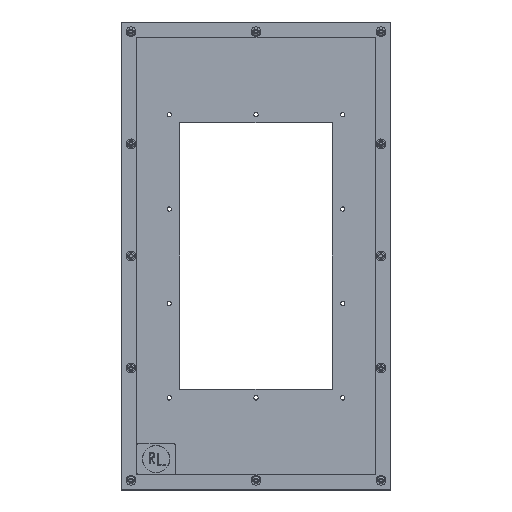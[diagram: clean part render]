
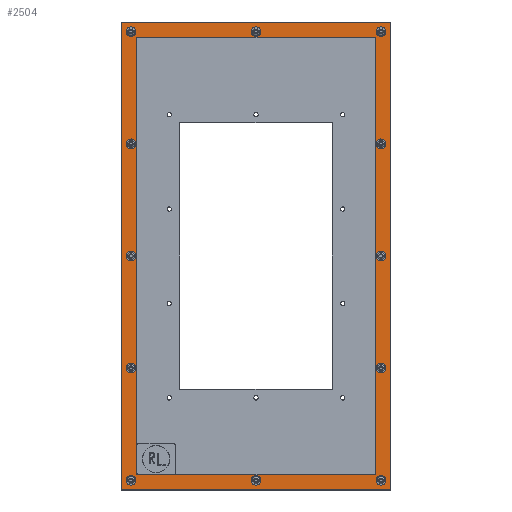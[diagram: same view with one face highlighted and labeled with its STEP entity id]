
A CAD part, top view. The second image highlights one B-rep face of the part: STEP entity #2504.
In plain terms, the highlighted planar face has unit normal (0, 0, 1).
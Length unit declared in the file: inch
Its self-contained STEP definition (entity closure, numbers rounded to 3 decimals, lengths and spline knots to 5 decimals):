
#229=FACE_BOUND('',#741,.T.);
#230=FACE_BOUND('',#742,.T.);
#231=FACE_BOUND('',#743,.T.);
#232=FACE_BOUND('',#744,.T.);
#233=FACE_BOUND('',#745,.T.);
#234=FACE_BOUND('',#746,.T.);
#235=FACE_BOUND('',#747,.T.);
#236=FACE_BOUND('',#748,.T.);
#237=FACE_BOUND('',#749,.T.);
#238=FACE_BOUND('',#750,.T.);
#239=FACE_BOUND('',#751,.T.);
#240=FACE_BOUND('',#752,.T.);
#241=FACE_BOUND('',#753,.T.);
#332=CIRCLE('',#2682,0.10938);
#334=CIRCLE('',#2685,0.10938);
#336=CIRCLE('',#2688,0.10938);
#338=CIRCLE('',#2691,0.10938);
#340=CIRCLE('',#2694,0.10938);
#342=CIRCLE('',#2697,0.10938);
#344=CIRCLE('',#2700,0.10938);
#346=CIRCLE('',#2703,0.10938);
#348=CIRCLE('',#2706,0.10938);
#350=CIRCLE('',#2709,0.10938);
#352=CIRCLE('',#2712,0.10938);
#354=CIRCLE('',#2715,0.10938);
#517=FACE_OUTER_BOUND('',#740,.T.);
#740=EDGE_LOOP('',(#1880,#1881,#1882,#1883));
#741=EDGE_LOOP('',(#1884));
#742=EDGE_LOOP('',(#1885));
#743=EDGE_LOOP('',(#1886));
#744=EDGE_LOOP('',(#1887));
#745=EDGE_LOOP('',(#1888));
#746=EDGE_LOOP('',(#1889));
#747=EDGE_LOOP('',(#1890));
#748=EDGE_LOOP('',(#1891));
#749=EDGE_LOOP('',(#1892));
#750=EDGE_LOOP('',(#1893));
#751=EDGE_LOOP('',(#1894));
#752=EDGE_LOOP('',(#1895));
#753=EDGE_LOOP('',(#1896,#1897,#1898,#1899));
#913=LINE('',#3853,#1054);
#917=LINE('',#3861,#1058);
#920=LINE('',#3867,#1061);
#923=LINE('',#3872,#1064);
#925=LINE('',#3877,#1066);
#929=LINE('',#3885,#1070);
#932=LINE('',#3891,#1073);
#935=LINE('',#3896,#1076);
#1054=VECTOR('',#3151,28.25);
#1058=VECTOR('',#3157,15.40625);
#1061=VECTOR('',#3162,28.25);
#1064=VECTOR('',#3167,15.40625);
#1066=VECTOR('',#3171,30.25);
#1070=VECTOR('',#3177,17.40625);
#1073=VECTOR('',#3182,30.25);
#1076=VECTOR('',#3187,17.40625);
#1232=VERTEX_POINT('',#3793);
#1234=VERTEX_POINT('',#3798);
#1236=VERTEX_POINT('',#3803);
#1238=VERTEX_POINT('',#3808);
#1240=VERTEX_POINT('',#3813);
#1242=VERTEX_POINT('',#3818);
#1244=VERTEX_POINT('',#3823);
#1246=VERTEX_POINT('',#3828);
#1248=VERTEX_POINT('',#3833);
#1250=VERTEX_POINT('',#3838);
#1252=VERTEX_POINT('',#3843);
#1254=VERTEX_POINT('',#3848);
#1255=VERTEX_POINT('',#3851);
#1256=VERTEX_POINT('',#3852);
#1259=VERTEX_POINT('',#3860);
#1261=VERTEX_POINT('',#3866);
#1263=VERTEX_POINT('',#3875);
#1264=VERTEX_POINT('',#3876);
#1267=VERTEX_POINT('',#3884);
#1269=VERTEX_POINT('',#3890);
#1464=EDGE_CURVE('',#1232,#1232,#332,.T.);
#1466=EDGE_CURVE('',#1234,#1234,#334,.T.);
#1468=EDGE_CURVE('',#1236,#1236,#336,.T.);
#1470=EDGE_CURVE('',#1238,#1238,#338,.T.);
#1472=EDGE_CURVE('',#1240,#1240,#340,.T.);
#1474=EDGE_CURVE('',#1242,#1242,#342,.T.);
#1476=EDGE_CURVE('',#1244,#1244,#344,.T.);
#1478=EDGE_CURVE('',#1246,#1246,#346,.T.);
#1480=EDGE_CURVE('',#1248,#1248,#348,.T.);
#1482=EDGE_CURVE('',#1250,#1250,#350,.T.);
#1484=EDGE_CURVE('',#1252,#1252,#352,.T.);
#1486=EDGE_CURVE('',#1254,#1254,#354,.T.);
#1487=EDGE_CURVE('',#1255,#1256,#913,.T.);
#1491=EDGE_CURVE('',#1256,#1259,#917,.T.);
#1494=EDGE_CURVE('',#1259,#1261,#920,.T.);
#1497=EDGE_CURVE('',#1261,#1255,#923,.T.);
#1499=EDGE_CURVE('',#1263,#1264,#925,.T.);
#1503=EDGE_CURVE('',#1264,#1267,#929,.T.);
#1506=EDGE_CURVE('',#1267,#1269,#932,.T.);
#1509=EDGE_CURVE('',#1269,#1263,#935,.T.);
#1880=ORIENTED_EDGE('',*,*,#1499,.F.);
#1881=ORIENTED_EDGE('',*,*,#1509,.F.);
#1882=ORIENTED_EDGE('',*,*,#1506,.F.);
#1883=ORIENTED_EDGE('',*,*,#1503,.F.);
#1884=ORIENTED_EDGE('',*,*,#1464,.T.);
#1885=ORIENTED_EDGE('',*,*,#1466,.T.);
#1886=ORIENTED_EDGE('',*,*,#1468,.T.);
#1887=ORIENTED_EDGE('',*,*,#1470,.T.);
#1888=ORIENTED_EDGE('',*,*,#1472,.T.);
#1889=ORIENTED_EDGE('',*,*,#1474,.T.);
#1890=ORIENTED_EDGE('',*,*,#1476,.T.);
#1891=ORIENTED_EDGE('',*,*,#1478,.T.);
#1892=ORIENTED_EDGE('',*,*,#1480,.T.);
#1893=ORIENTED_EDGE('',*,*,#1482,.T.);
#1894=ORIENTED_EDGE('',*,*,#1484,.T.);
#1895=ORIENTED_EDGE('',*,*,#1486,.T.);
#1896=ORIENTED_EDGE('',*,*,#1487,.T.);
#1897=ORIENTED_EDGE('',*,*,#1491,.T.);
#1898=ORIENTED_EDGE('',*,*,#1494,.T.);
#1899=ORIENTED_EDGE('',*,*,#1497,.T.);
#2292=PLANE('',#2724);
#2504=ADVANCED_FACE('',(#517,#229,#230,#231,#232,#233,#234,#235,#236,#237,
#238,#239,#240,#241),#2292,.T.);
#2682=AXIS2_PLACEMENT_3D('',#3794,#3081,#3082);
#2685=AXIS2_PLACEMENT_3D('',#3799,#3087,#3088);
#2688=AXIS2_PLACEMENT_3D('',#3804,#3093,#3094);
#2691=AXIS2_PLACEMENT_3D('',#3809,#3099,#3100);
#2694=AXIS2_PLACEMENT_3D('',#3814,#3105,#3106);
#2697=AXIS2_PLACEMENT_3D('',#3819,#3111,#3112);
#2700=AXIS2_PLACEMENT_3D('',#3824,#3117,#3118);
#2703=AXIS2_PLACEMENT_3D('',#3829,#3123,#3124);
#2706=AXIS2_PLACEMENT_3D('',#3834,#3129,#3130);
#2709=AXIS2_PLACEMENT_3D('',#3839,#3135,#3136);
#2712=AXIS2_PLACEMENT_3D('',#3844,#3141,#3142);
#2715=AXIS2_PLACEMENT_3D('',#3849,#3147,#3148);
#2724=AXIS2_PLACEMENT_3D('',#3898,#3189,#3190);
#3081=DIRECTION('center_axis',(0.,0.,-1.));
#3082=DIRECTION('ref_axis',(-1.,0.,0.));
#3087=DIRECTION('center_axis',(0.,0.,-1.));
#3088=DIRECTION('ref_axis',(-1.,0.,0.));
#3093=DIRECTION('center_axis',(0.,0.,-1.));
#3094=DIRECTION('ref_axis',(-1.,0.,0.));
#3099=DIRECTION('center_axis',(0.,0.,-1.));
#3100=DIRECTION('ref_axis',(-1.,0.,0.));
#3105=DIRECTION('center_axis',(0.,0.,-1.));
#3106=DIRECTION('ref_axis',(-1.,0.,0.));
#3111=DIRECTION('center_axis',(0.,0.,-1.));
#3112=DIRECTION('ref_axis',(-1.,0.,0.));
#3117=DIRECTION('center_axis',(0.,0.,-1.));
#3118=DIRECTION('ref_axis',(-1.,0.,0.));
#3123=DIRECTION('center_axis',(0.,0.,-1.));
#3124=DIRECTION('ref_axis',(-1.,0.,0.));
#3129=DIRECTION('center_axis',(0.,0.,-1.));
#3130=DIRECTION('ref_axis',(-1.,0.,0.));
#3135=DIRECTION('center_axis',(0.,0.,-1.));
#3136=DIRECTION('ref_axis',(-1.,0.,0.));
#3141=DIRECTION('center_axis',(0.,0.,-1.));
#3142=DIRECTION('ref_axis',(-1.,0.,0.));
#3147=DIRECTION('center_axis',(0.,0.,-1.));
#3148=DIRECTION('ref_axis',(-1.,0.,0.));
#3151=DIRECTION('',(0.,-1.,0.));
#3157=DIRECTION('',(-1.,0.,0.));
#3162=DIRECTION('',(0.,1.,0.));
#3167=DIRECTION('',(1.,0.,0.));
#3171=DIRECTION('',(0.,-1.,0.));
#3177=DIRECTION('',(-1.,0.,0.));
#3182=DIRECTION('',(0.,1.,0.));
#3187=DIRECTION('',(1.,0.,0.));
#3189=DIRECTION('center_axis',(0.,0.,1.));
#3190=DIRECTION('ref_axis',(1.,0.,0.));
#3793=CARTESIAN_POINT('',(16.48475,-23.9196,0.125));
#3794=CARTESIAN_POINT('Origin',(16.37537,-23.9196,0.125));
#3798=CARTESIAN_POINT('',(8.40662,-23.9196,0.125));
#3799=CARTESIAN_POINT('Origin',(8.29725,-23.9196,0.125));
#3803=CARTESIAN_POINT('',(0.3285,-23.9196,0.125));
#3804=CARTESIAN_POINT('Origin',(0.21912,-23.9196,0.125));
#3808=CARTESIAN_POINT('',(16.48475,-16.6696,0.125));
#3809=CARTESIAN_POINT('Origin',(16.37537,-16.6696,0.125));
#3813=CARTESIAN_POINT('',(0.3285,-16.6696,0.125));
#3814=CARTESIAN_POINT('Origin',(0.21912,-16.6696,0.125));
#3818=CARTESIAN_POINT('',(16.48475,-9.4196,0.125));
#3819=CARTESIAN_POINT('Origin',(16.37537,-9.4196,0.125));
#3823=CARTESIAN_POINT('',(0.3285,-9.4196,0.125));
#3824=CARTESIAN_POINT('Origin',(0.21912,-9.4196,0.125));
#3828=CARTESIAN_POINT('',(16.48475,-2.1696,0.125));
#3829=CARTESIAN_POINT('Origin',(16.37537,-2.1696,0.125));
#3833=CARTESIAN_POINT('',(0.3285,-2.1696,0.125));
#3834=CARTESIAN_POINT('Origin',(0.21912,-2.1696,0.125));
#3838=CARTESIAN_POINT('',(16.48475,5.0804,0.125));
#3839=CARTESIAN_POINT('Origin',(16.37537,5.0804,0.125));
#3843=CARTESIAN_POINT('',(8.40662,5.0804,0.125));
#3844=CARTESIAN_POINT('Origin',(8.29725,5.0804,0.125));
#3848=CARTESIAN_POINT('',(0.3285,5.0804,0.125));
#3849=CARTESIAN_POINT('Origin',(0.21912,5.0804,0.125));
#3851=CARTESIAN_POINT('',(16.00037,4.7054,0.125));
#3852=CARTESIAN_POINT('',(16.00037,-23.5446,0.125));
#3853=CARTESIAN_POINT('',(16.00037,-2.3571,0.125));
#3860=CARTESIAN_POINT('',(0.59412,-23.5446,0.125));
#3861=CARTESIAN_POINT('',(12.14881,-23.5446,0.125));
#3866=CARTESIAN_POINT('',(0.59412,4.7054,0.125));
#3867=CARTESIAN_POINT('',(0.59412,-16.4821,0.125));
#3872=CARTESIAN_POINT('',(4.44569,4.7054,0.125));
#3875=CARTESIAN_POINT('',(17.00037,5.7054,0.125));
#3876=CARTESIAN_POINT('',(17.00037,-24.5446,0.125));
#3877=CARTESIAN_POINT('',(17.00037,5.7054,0.125));
#3884=CARTESIAN_POINT('',(-0.40588,-24.5446,0.125));
#3885=CARTESIAN_POINT('',(17.00037,-24.5446,0.125));
#3890=CARTESIAN_POINT('',(-0.40588,5.7054,0.125));
#3891=CARTESIAN_POINT('',(-0.40588,-24.5446,0.125));
#3896=CARTESIAN_POINT('',(-0.40588,5.7054,0.125));
#3898=CARTESIAN_POINT('Origin',(8.29725,-9.4196,0.125));
